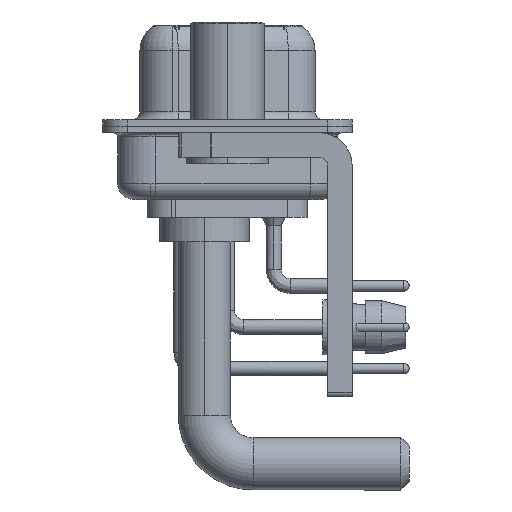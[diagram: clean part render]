
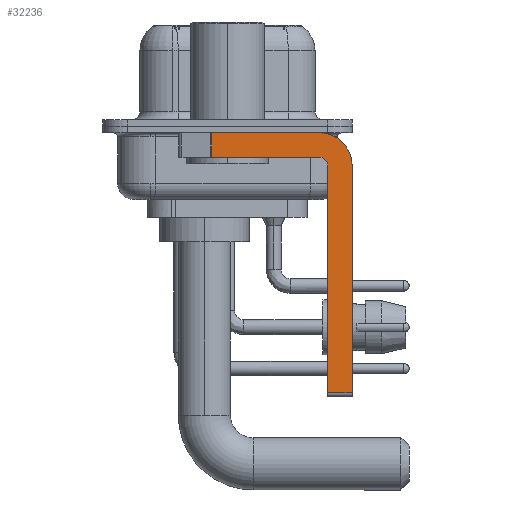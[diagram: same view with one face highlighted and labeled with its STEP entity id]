
A CAD part, left-side view. The second image highlights one B-rep face of the part: STEP entity #32236.
In plain terms, the highlighted planar face has unit normal (-1, 0, 0).
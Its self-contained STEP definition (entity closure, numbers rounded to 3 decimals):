
#1039 = CARTESIAN_POINT ( 'NONE',  ( -2.9, 0.978, -1.9 ) ) ;
#2014 = VECTOR ( 'NONE', #23963, 1000. ) ;
#2297 = CIRCLE ( 'NONE', #18113, 0.5 ) ;
#2306 = ORIENTED_EDGE ( 'NONE', *, *, #23118, .F. ) ;
#2446 = DIRECTION ( 'NONE',  ( 0., 0., -1. ) ) ;
#2714 = VECTOR ( 'NONE', #5228, 1000. ) ;
#3710 = VECTOR ( 'NONE', #34635, 1000. ) ;
#3805 = VERTEX_POINT ( 'NONE', #17317 ) ;
#3865 = FACE_OUTER_BOUND ( 'NONE', #17569, .T. ) ;
#3973 = DIRECTION ( 'NONE',  ( 0., -1., 0. ) ) ;
#4665 = VECTOR ( 'NONE', #3973, 1000. ) ;
#4680 = LINE ( 'NONE', #35354, #2714 ) ;
#4819 = CARTESIAN_POINT ( 'NONE',  ( -2.9, -5.65, -2.4 ) ) ;
#5228 = DIRECTION ( 'NONE',  ( 0., -1., 0. ) ) ;
#5286 = CARTESIAN_POINT ( 'NONE',  ( -2.9, -7.65, -2.4 ) ) ;
#6819 = ORIENTED_EDGE ( 'NONE', *, *, #29913, .F. ) ;
#7450 = CARTESIAN_POINT ( 'NONE',  ( -2.9, -6.15, -2.4 ) ) ;
#7655 = AXIS2_PLACEMENT_3D ( 'NONE', #9383, #9025, #25982 ) ;
#8619 = ORIENTED_EDGE ( 'NONE', *, *, #19837, .F. ) ;
#8779 = CARTESIAN_POINT ( 'NONE',  ( -2.9, -5.65, -2.4 ) ) ;
#9025 = DIRECTION ( 'NONE',  ( 1., 0., 0. ) ) ;
#9286 = ORIENTED_EDGE ( 'NONE', *, *, #10968, .T. ) ;
#9383 = CARTESIAN_POINT ( 'NONE',  ( -2.9, -5.65, -2.4 ) ) ;
#10461 = LINE ( 'NONE', #27608, #15924 ) ;
#10968 = EDGE_CURVE ( 'NONE', #35970, #15353, #10461, .T. ) ;
#12230 = EDGE_CURVE ( 'NONE', #17917, #30288, #29349, .T. ) ;
#12472 = CARTESIAN_POINT ( 'NONE',  ( -2.9, -6.15, -16.35 ) ) ;
#13399 = DIRECTION ( 'NONE',  ( 0., 0., -1. ) ) ;
#13610 = DIRECTION ( 'NONE',  ( 1., 0., 0. ) ) ;
#14079 = VERTEX_POINT ( 'NONE', #35834 ) ;
#14340 = DIRECTION ( 'NONE',  ( 0., 1., 0. ) ) ;
#15353 = VERTEX_POINT ( 'NONE', #1039 ) ;
#15924 = VECTOR ( 'NONE', #13399, 1000. ) ;
#15981 = CARTESIAN_POINT ( 'NONE',  ( -2.9, -5.65, -1.9 ) ) ;
#16483 = CARTESIAN_POINT ( 'NONE',  ( -2.9, 0.978, -0.4 ) ) ;
#16547 = CARTESIAN_POINT ( 'NONE',  ( -2.9, -5.65, -1.9 ) ) ;
#16906 = LINE ( 'NONE', #16547, #32172 ) ;
#17317 = CARTESIAN_POINT ( 'NONE',  ( -2.9, -7.65, -16.35 ) ) ;
#17569 = EDGE_LOOP ( 'NONE', ( #30720, #9286, #8619, #6819, #28363, #30980, #2306, #28263 ) ) ;
#17917 = VERTEX_POINT ( 'NONE', #12472 ) ;
#18113 = AXIS2_PLACEMENT_3D ( 'NONE', #8779, #24999, #33771 ) ;
#18463 = CIRCLE ( 'NONE', #32992, 2. ) ;
#18491 = LINE ( 'NONE', #35440, #2014 ) ;
#19837 = EDGE_CURVE ( 'NONE', #21510, #15353, #16906, .T. ) ;
#21510 = VERTEX_POINT ( 'NONE', #15981 ) ;
#23118 = EDGE_CURVE ( 'NONE', #29982, #3805, #18491, .T. ) ;
#23963 = DIRECTION ( 'NONE',  ( 0., 0., -1. ) ) ;
#24999 = DIRECTION ( 'NONE',  ( -1., 0., 0. ) ) ;
#25362 = EDGE_CURVE ( 'NONE', #14079, #29982, #18463, .T. ) ;
#25982 = DIRECTION ( 'NONE',  ( 0., 0., -1. ) ) ;
#27027 = EDGE_CURVE ( 'NONE', #35970, #14079, #4680, .T. ) ;
#27608 = CARTESIAN_POINT ( 'NONE',  ( -2.9, 0.978, -1.9 ) ) ;
#28263 = ORIENTED_EDGE ( 'NONE', *, *, #25362, .F. ) ;
#28363 = ORIENTED_EDGE ( 'NONE', *, *, #12230, .F. ) ;
#28974 = CARTESIAN_POINT ( 'NONE',  ( -2.9, -6.15, -16.6 ) ) ;
#29014 = CARTESIAN_POINT ( 'NONE',  ( -2.9, -5.65, -16.35 ) ) ;
#29349 = LINE ( 'NONE', #28974, #3710 ) ;
#29913 = EDGE_CURVE ( 'NONE', #30288, #21510, #2297, .T. ) ;
#29982 = VERTEX_POINT ( 'NONE', #5286 ) ;
#30085 = EDGE_CURVE ( 'NONE', #17917, #3805, #31208, .T. ) ;
#30288 = VERTEX_POINT ( 'NONE', #7450 ) ;
#30720 = ORIENTED_EDGE ( 'NONE', *, *, #27027, .F. ) ;
#30980 = ORIENTED_EDGE ( 'NONE', *, *, #30085, .T. ) ;
#31208 = LINE ( 'NONE', #29014, #4665 ) ;
#32172 = VECTOR ( 'NONE', #14340, 1000. ) ;
#32236 = ADVANCED_FACE ( 'NONE', ( #3865 ), #34732, .F. ) ;
#32992 = AXIS2_PLACEMENT_3D ( 'NONE', #4819, #13610, #2446 ) ;
#33771 = DIRECTION ( 'NONE',  ( 0., 0., 1. ) ) ;
#34635 = DIRECTION ( 'NONE',  ( 0., 0., 1. ) ) ;
#34732 = PLANE ( 'NONE',  #7655 ) ;
#35354 = CARTESIAN_POINT ( 'NONE',  ( -2.9, 3., -0.4 ) ) ;
#35440 = CARTESIAN_POINT ( 'NONE',  ( -2.9, -7.65, -2.4 ) ) ;
#35834 = CARTESIAN_POINT ( 'NONE',  ( -2.9, -5.65, -0.4 ) ) ;
#35970 = VERTEX_POINT ( 'NONE', #16483 ) ;
